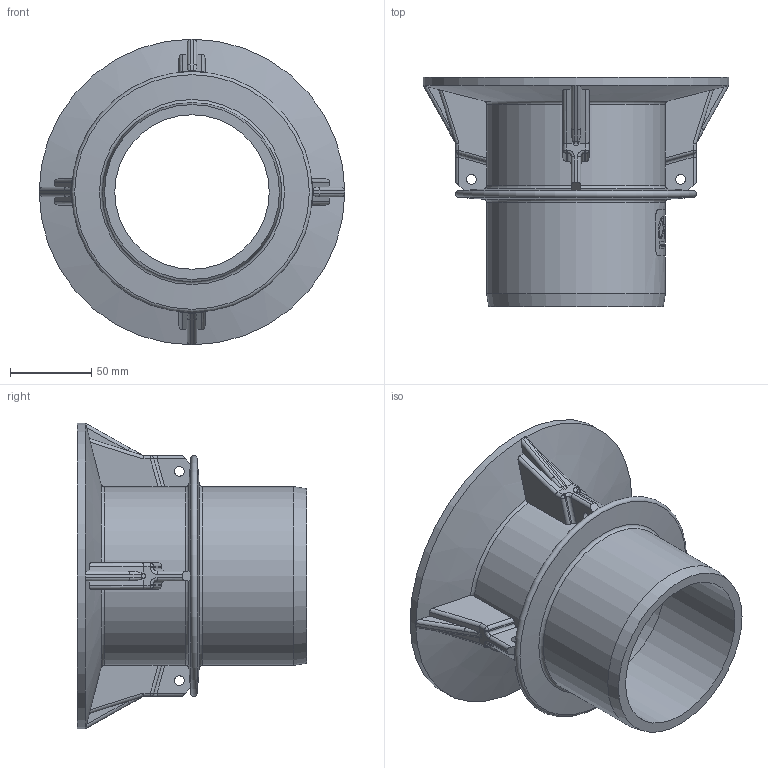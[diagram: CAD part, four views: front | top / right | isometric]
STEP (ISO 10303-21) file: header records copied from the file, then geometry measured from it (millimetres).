
FILE_DESCRIPTION(/* description */ (''),/* implementation_level */ '2;1');
FILE_NAME(/* name */ '57467_Betonierteil 100T.stp',/* time_stamp */ '2015-05-18T10:32:26+02:00',/* author */ ('guzb562'),/* organization */ (''),/* preprocessor_version */ 'ST-DEVELOPER v15.6',/* originating_system */ 'Autodesk Inventor 2015',/* authorisation */ '');
FILE_SCHEMA (('AUTOMOTIVE_DESIGN { 1 0 10303 214 3 1 1 }'));
Length unit declared in the file: millimetre
Products named in the file (1): 57467_Betonierteil 100T
Bounding box: 188 x 141 x 188 mm (x, y, z)
Volume: 450098.6 mm3; surface area: 163695.8 mm2
Topology: 5 solids, 5 shells, 434 faces, 1102 edges, 683 vertices
Faces by surface type: plane 179, cylinder 130, bspline 86, torus 19, cone 12, sphere 8
Full cylindrical faces by diameter (mm): 6 x4, 8 x8, 95 x1, 100 x1, 110 x1, 188 x1
Entity records: 15431 total; most frequent: CARTESIAN_POINT 5367, ORIENTED_EDGE 2178, DIRECTION 1935, EDGE_CURVE 1065, AXIS2_PLACEMENT_3D 713, VERTEX_POINT 674, LINE 509, VECTOR 509
